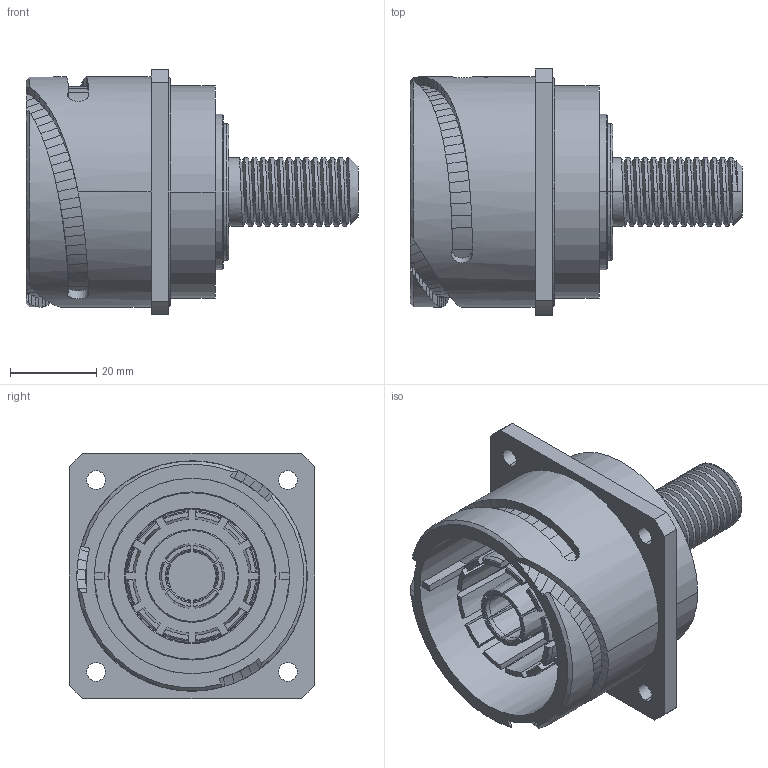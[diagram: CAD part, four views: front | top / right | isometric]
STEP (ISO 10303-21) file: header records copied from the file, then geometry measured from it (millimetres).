
FILE_DESCRIPTION((''),'2;1');
FILE_NAME('GCE3102E32M240S-B-T16_SW0001','2023-05-31T16:11:00',('paultorloting'),('NET AG system integration'),'CREO PARAMETRIC BY PTC INC, 2021404','CREO PARAMETRIC BY PTC INC, 2021404','');
FILE_SCHEMA(('AUTOMOTIVE_DESIGN { 1 0 10303 214 1 1 1 1 }'));
Length unit declared in the file: millimetre
Products named in the file (1): GCE3102E32M240S-B-T16_SW0001
Bounding box: 77 x 57 x 57 mm (x, y, z)
Volume: 65109.3 mm3; surface area: 30064.2 mm2
Topology: 1 solids, 1 shells, 529 faces, 1309 edges, 815 vertices
Faces by surface type: bspline 214, plane 114, cone 81, cylinder 70, torus 50
Entity records: 23618 total; most frequent: CARTESIAN_POINT 10073, ORIENTED_EDGE 2614, DIRECTION 1691, EDGE_CURVE 1307, VERTEX_POINT 815, AXIS2_PLACEMENT_3D 616, EDGE_LOOP 572, B_SPLINE_CURVE_WITH_KNOTS 561
